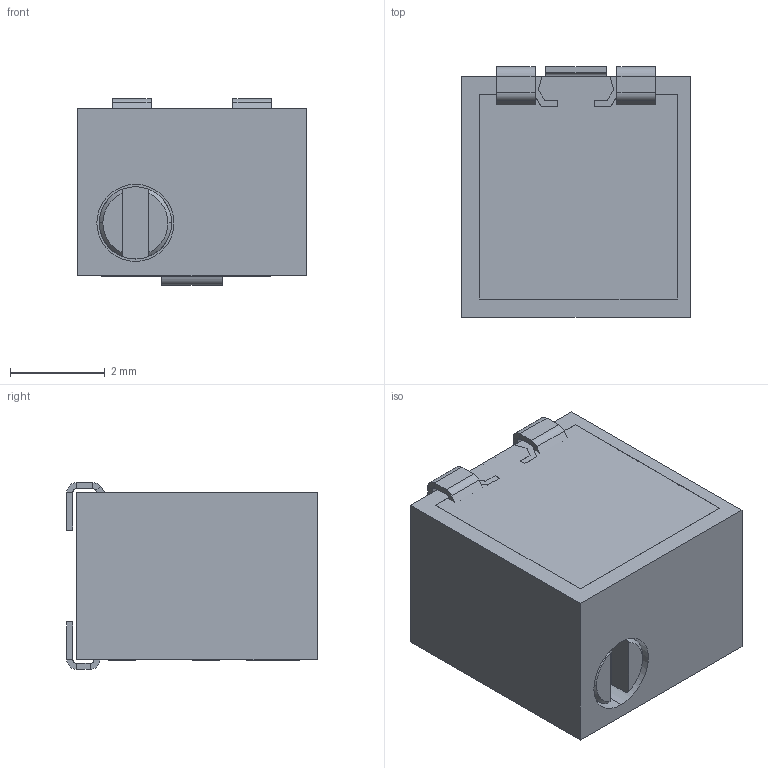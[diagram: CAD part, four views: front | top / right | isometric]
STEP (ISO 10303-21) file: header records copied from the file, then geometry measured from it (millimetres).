
FILE_DESCRIPTION(('STEP AP214'),'1');
FILE_NAME('3224w-1-103e.stp','2017-04-27T21:13:55',('TraceParts'),('TraceParts S.A.'),'Spatial InterOp 3D',' ',' ');
FILE_SCHEMA(('automotive_design'));
Length unit declared in the file: millimetre
Products named in the file (19): 3224w-1-103e_1; 3224w-1-103e_2; 3224w-1-103e_3; 3224w-1-103e_4; 3224w-1-103e_5; 3224w-1-103e_6; 3224w-1-103e_7; 3224w-1-103e_8; 3224w-1-103e_9; 3224w-1-103e_10; 3224w-1-103e_11; 3224w-1-103e_12; 3224w-1-103e_13; 3224w-1-103e_14; 3224w-1-103e_15; 3224w-1-103e_16; 3224w-1-103e_17; 3224w-1-103e_18; 3224w-1-103e_19
Bounding box: 4.83 x 5.28 x 3.94 mm (x, y, z)
Volume: 30.2 mm3; surface area: 247.2 mm2
Topology: 19 solids, 19 shells, 478 faces, 1250 edges, 812 vertices
Faces by surface type: plane 270, extrusion 176, cylinder 26, cone 6
Entity records: 15905 total; most frequent: CARTESIAN_POINT 4515, ORIENTED_EDGE 2500, DIRECTION 1774, EDGE_CURVE 1250, VECTOR 1008, LINE 832, VERTEX_POINT 812, B_SPLINE_CURVE_WITH_KNOTS 532
